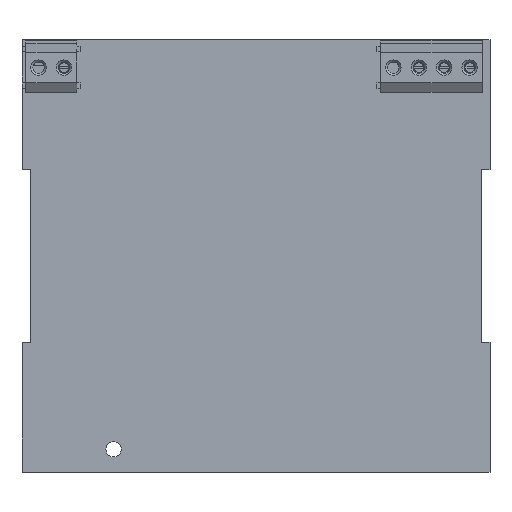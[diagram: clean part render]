
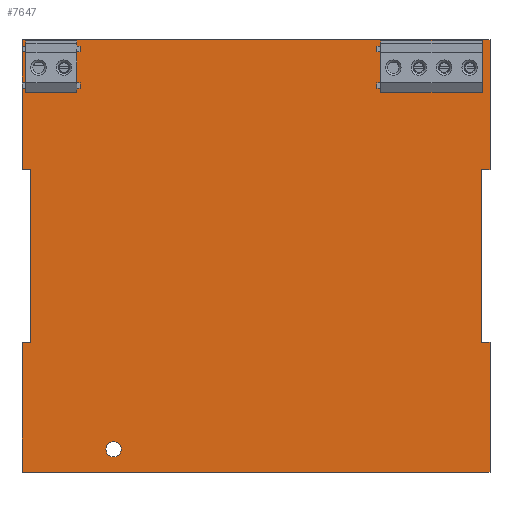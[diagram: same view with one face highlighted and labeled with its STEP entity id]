
A CAD part, top view. The second image highlights one B-rep face of the part: STEP entity #7647.
In plain terms, the highlighted planar face has unit normal (0, 0, 1).
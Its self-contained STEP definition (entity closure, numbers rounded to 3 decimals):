
#6842=CARTESIAN_POINT('',(46.,42.5,9.1));
#6843=VERTEX_POINT('',#6842);
#6860=CARTESIAN_POINT('',(-46.,42.5,9.1));
#6861=VERTEX_POINT('',#6860);
#6868=CARTESIAN_POINT('',(46.,42.5,9.1));
#6869=DIRECTION('',(-1.0,0.0,0.0));
#6870=VECTOR('',#6869,92.);
#6871=LINE('',#6868,#6870);
#6872=EDGE_CURVE('',#6843,#6861,#6871,.T.);
#6884=CARTESIAN_POINT('',(-46.,-42.5,9.1));
#6885=VERTEX_POINT('',#6884);
#6892=CARTESIAN_POINT('',(-46.,-17.,9.1));
#6893=VERTEX_POINT('',#6892);
#6894=CARTESIAN_POINT('',(-46.,-17.,9.1));
#6895=DIRECTION('',(0.0,-1.0,0.0));
#6896=VECTOR('',#6895,25.5);
#6897=LINE('',#6894,#6896);
#6898=EDGE_CURVE('',#6893,#6885,#6897,.T.);
#6931=CARTESIAN_POINT('',(46.,-42.5,9.1));
#6932=VERTEX_POINT('',#6931);
#6939=CARTESIAN_POINT('',(-46.,-42.5,9.1));
#6940=DIRECTION('',(1.0,0.0,0.0));
#6941=VECTOR('',#6940,92.);
#6942=LINE('',#6939,#6941);
#6943=EDGE_CURVE('',#6885,#6932,#6942,.T.);
#6962=CARTESIAN_POINT('',(46.,-17.,9.1));
#6963=VERTEX_POINT('',#6962);
#6970=CARTESIAN_POINT('',(46.,-42.5,9.1));
#6971=DIRECTION('',(0.0,1.0,0.0));
#6972=VECTOR('',#6971,25.5);
#6973=LINE('',#6970,#6972);
#6974=EDGE_CURVE('',#6932,#6963,#6973,.T.);
#6984=CARTESIAN_POINT('',(-46.,17.,9.1));
#6985=VERTEX_POINT('',#6984);
#6994=CARTESIAN_POINT('',(-46.,42.5,9.1));
#6995=DIRECTION('',(0.0,-1.0,0.0));
#6996=VECTOR('',#6995,25.5);
#6997=LINE('',#6994,#6996);
#6998=EDGE_CURVE('',#6861,#6985,#6997,.T.);
#7017=CARTESIAN_POINT('',(46.,17.,9.1));
#7018=VERTEX_POINT('',#7017);
#7032=CARTESIAN_POINT('',(46.,17.,9.1));
#7033=DIRECTION('',(0.0,1.0,0.0));
#7034=VECTOR('',#7033,25.5);
#7035=LINE('',#7032,#7034);
#7036=EDGE_CURVE('',#7018,#6843,#7035,.T.);
#7056=CARTESIAN_POINT('',(-44.25,-17.,9.1));
#7057=VERTEX_POINT('',#7056);
#7064=CARTESIAN_POINT('',(-44.25,17.,9.1));
#7065=VERTEX_POINT('',#7064);
#7066=CARTESIAN_POINT('',(-44.25,-17.,9.1));
#7067=DIRECTION('',(0.0,1.0,0.0));
#7068=VECTOR('',#7067,34.);
#7069=LINE('',#7066,#7068);
#7070=EDGE_CURVE('',#7057,#7065,#7069,.T.);
#7096=CARTESIAN_POINT('',(44.25,17.,9.1));
#7097=VERTEX_POINT('',#7096);
#7104=CARTESIAN_POINT('',(44.25,-17.,9.1));
#7105=VERTEX_POINT('',#7104);
#7106=CARTESIAN_POINT('',(44.25,17.,9.1));
#7107=DIRECTION('',(0.0,-1.0,0.0));
#7108=VECTOR('',#7107,34.);
#7109=LINE('',#7106,#7108);
#7110=EDGE_CURVE('',#7097,#7105,#7109,.T.);
#7133=CARTESIAN_POINT('',(-44.25,17.,9.1));
#7134=DIRECTION('',(-1.0,0.0,0.0));
#7135=VECTOR('',#7134,1.75);
#7136=LINE('',#7133,#7135);
#7137=EDGE_CURVE('',#7065,#6985,#7136,.T.);
#7149=CARTESIAN_POINT('',(46.,17.,9.1));
#7150=DIRECTION('',(-1.0,0.0,0.0));
#7151=VECTOR('',#7150,1.75);
#7152=LINE('',#7149,#7151);
#7153=EDGE_CURVE('',#7018,#7097,#7152,.T.);
#7170=CARTESIAN_POINT('',(44.25,-17.,9.1));
#7171=DIRECTION('',(1.0,0.0,0.0));
#7172=VECTOR('',#7171,1.75);
#7173=LINE('',#7170,#7172);
#7174=EDGE_CURVE('',#7105,#6963,#7173,.T.);
#7193=CARTESIAN_POINT('',(-46.,-17.,9.1));
#7194=DIRECTION('',(1.0,0.0,0.0));
#7195=VECTOR('',#7194,1.75);
#7196=LINE('',#7193,#7195);
#7197=EDGE_CURVE('',#6893,#7057,#7196,.T.);
#7617=CARTESIAN_POINT('',(-45.694,15.41,9.1));
#7618=DIRECTION('',(0.0,0.0,1.0));
#7619=DIRECTION('',(1.0,0.0,0.0));
#7620=AXIS2_PLACEMENT_3D('',#7617,#7618,#7619);
#7621=PLANE('',#7620);
#7622=ORIENTED_EDGE('',*,*,#6943,.T.);
#7623=ORIENTED_EDGE('',*,*,#6974,.T.);
#7624=ORIENTED_EDGE('',*,*,#7174,.F.);
#7625=ORIENTED_EDGE('',*,*,#7110,.F.);
#7626=ORIENTED_EDGE('',*,*,#7153,.F.);
#7627=ORIENTED_EDGE('',*,*,#7036,.T.);
#7628=ORIENTED_EDGE('',*,*,#6872,.T.);
#7629=ORIENTED_EDGE('',*,*,#6998,.T.);
#7630=ORIENTED_EDGE('',*,*,#7137,.F.);
#7631=ORIENTED_EDGE('',*,*,#7070,.F.);
#7632=ORIENTED_EDGE('',*,*,#7197,.F.);
#7633=ORIENTED_EDGE('',*,*,#6898,.T.);
#7634=EDGE_LOOP('',(#7622,#7623,#7624,#7625,#7626,#7627,#7628,#7629,#7630,#7631,#7632,#7633));
#7635=FACE_OUTER_BOUND('',#7634,.T.);
#7636=CARTESIAN_POINT('',(26.5,38.,9.1));
#7637=VERTEX_POINT('',#7636);
#7638=CARTESIAN_POINT('',(28.,38.,9.1));
#7639=DIRECTION('',(0.0,0.0,1.0));
#7640=DIRECTION('',(-1.0,0.0,0.0));
#7641=AXIS2_PLACEMENT_3D('',#7638,#7639,#7640);
#7642=CIRCLE('',#7641,1.5);
#7643=EDGE_CURVE('',#7637,#7637,#7642,.T.);
#7644=ORIENTED_EDGE('',*,*,#7643,.F.);
#7645=EDGE_LOOP('',(#7644));
#7646=FACE_BOUND('',#7645,.T.);
#7647=ADVANCED_FACE('',(#7635,#7646),#7621,.T.);
